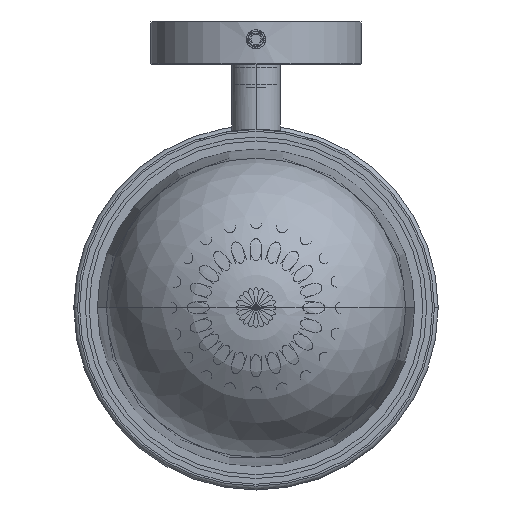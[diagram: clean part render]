
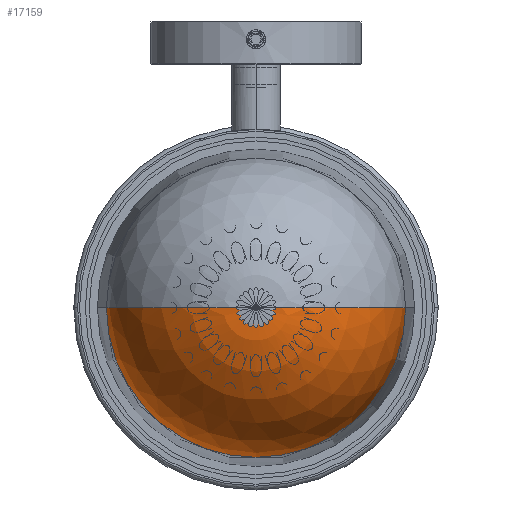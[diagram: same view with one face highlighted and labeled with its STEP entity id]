
A CAD part, left-side view. The second image highlights one B-rep face of the part: STEP entity #17159.
In plain terms, the highlighted spherical face has radius 39 mm.
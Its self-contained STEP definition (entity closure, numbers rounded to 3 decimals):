
#16866=CARTESIAN_POINT('',(97.012,0.,0.));
#16867=DIRECTION('',(-1.,0.,0.));
#16868=DIRECTION('',(0.,1.,0.));
#16869=AXIS2_PLACEMENT_3D('',#16866,#16867,#16868);
#16871=CARTESIAN_POINT('',(96.,0.,0.));
#16872=DIRECTION('',(0.,0.,1.));
#16873=DIRECTION('',(1.,0.,0.));
#16874=AXIS2_PLACEMENT_3D('',#16871,#16872,#16873);
#16876=CARTESIAN_POINT('',(96.,0.,0.));
#16877=DIRECTION('',(0.,0.,-1.));
#16878=DIRECTION('',(1.,0.,0.));
#16879=AXIS2_PLACEMENT_3D('',#16876,#16877,#16878);
#16881=CARTESIAN_POINT('',(135.,0.,0.));
#16882=CARTESIAN_POINT('',(97.012,38.987,0.));
#16883=VERTEX_POINT('',#16881);
#16884=VERTEX_POINT('',#16882);
#16887=CARTESIAN_POINT('',(97.012,-38.987,0.));
#16888=VERTEX_POINT('',#16887);
#17147=CARTESIAN_POINT('',(96.,0.,0.));
#17148=DIRECTION('',(1.,0.,0.));
#17149=DIRECTION('',(0.,-1.,0.));
#17150=AXIS2_PLACEMENT_3D('',#17147,#17148,#17149);
#17151=SPHERICAL_SURFACE('',#17150,39.);
#17153=ORIENTED_EDGE('',*,*,#17152,.T.);
#17154=ORIENTED_EDGE('',*,*,#17142,.T.);
#17156=ORIENTED_EDGE('',*,*,#17155,.F.);
#17157=EDGE_LOOP('',(#17153,#17154,#17156));
#17158=FACE_OUTER_BOUND('',#17157,.F.);
#16870=CIRCLE('',#16869,38.987);
#16875=CIRCLE('',#16874,39.);
#16880=CIRCLE('',#16879,39.);
#17142=EDGE_CURVE('',#16884,#16888,#16870,.T.);
#17152=EDGE_CURVE('',#16883,#16884,#16875,.T.);
#17155=EDGE_CURVE('',#16883,#16888,#16880,.T.);
#17159=ADVANCED_FACE('',(#17158),#17151,.T.);
